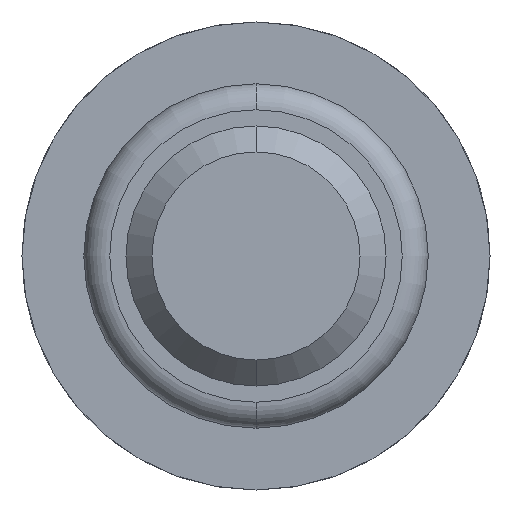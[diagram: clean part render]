
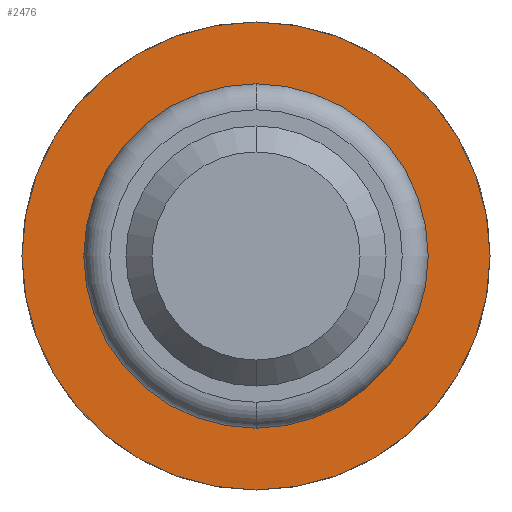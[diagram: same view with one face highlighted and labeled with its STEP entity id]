
A CAD part, front view. The second image highlights one B-rep face of the part: STEP entity #2476.
In plain terms, the highlighted planar face has unit normal (0, -1, 0).
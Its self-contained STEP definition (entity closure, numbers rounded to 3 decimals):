
#190 = DIRECTION ( 'NONE',  ( 0., 0., 1. ) ) ;
#358 = CARTESIAN_POINT ( 'NONE',  ( 0., -1.8, 1.325 ) ) ;
#382 = DIRECTION ( 'NONE',  ( 0., 1., 0. ) ) ;
#535 = AXIS2_PLACEMENT_3D ( 'NONE', #3080, #1667, #2358 ) ;
#653 = CARTESIAN_POINT ( 'NONE',  ( 0., -1.8, 1.8 ) ) ;
#762 = DIRECTION ( 'NONE',  ( 0., 0., 1. ) ) ;
#824 = ORIENTED_EDGE ( 'NONE', *, *, #1749, .F. ) ;
#1105 = CIRCLE ( 'NONE', #3763, 1.325 ) ;
#1259 = EDGE_LOOP ( 'NONE', ( #4157, #3399 ) ) ;
#1266 = FACE_OUTER_BOUND ( 'NONE', #2322, .T. ) ;
#1363 = FACE_BOUND ( 'NONE', #1259, .T. ) ;
#1457 = DIRECTION ( 'NONE',  ( 0., 1., 0. ) ) ;
#1650 = DIRECTION ( 'NONE',  ( 0., 1., 0. ) ) ;
#1667 = DIRECTION ( 'NONE',  ( 0., 1., 0. ) ) ;
#1710 = CARTESIAN_POINT ( 'NONE',  ( 0., -1.8, 0. ) ) ;
#1749 = EDGE_CURVE ( 'Defeature ausgef�hrt4_12+Defeature ausgef�hrt4_13+Defeature ausgef�hrt4_13+Defeature ausgef�hrt4_13', #4161, #3500, #4259, .T. ) ;
#1773 = DIRECTION ( 'NONE',  ( 0., 0., 1. ) ) ;
#1782 = VERTEX_POINT ( 'NONE', #358 ) ;
#1870 = AXIS2_PLACEMENT_3D ( 'NONE', #1710, #1650, #4117 ) ;
#2089 = EDGE_CURVE ( 'Defeature ausgef�hrt4_12+Defeature ausgef�hrt4_13+Defeature ausgef�hrt4_13+Defeature ausgef�hrt4_13', #3500, #4161, #4188, .T. ) ;
#2310 = CARTESIAN_POINT ( 'NONE',  ( 1.8, -1.8, 0. ) ) ;
#2322 = EDGE_LOOP ( 'NONE', ( #824, #4331 ) ) ;
#2358 = DIRECTION ( 'NONE',  ( 0., 0., 1. ) ) ;
#2368 = CARTESIAN_POINT ( 'NONE',  ( 0., -1.8, -1.325 ) ) ;
#2476 = ADVANCED_FACE ( 'Defeature ausgef�hrt4_13', ( #1266, #1363 ), #3699, .F. ) ;
#2572 = VERTEX_POINT ( 'NONE', #2368 ) ;
#2637 = EDGE_CURVE ( 'Defeature ausgef�hrt4_13+Defeature ausgef�hrt4_14+Defeature ausgef�hrt4_14+Defeature ausgef�hrt4_14', #2572, #1782, #3478, .T. ) ;
#2699 = EDGE_CURVE ( 'Defeature ausgef�hrt4_13+Defeature ausgef�hrt4_14+Defeature ausgef�hrt4_14+Defeature ausgef�hrt4_14', #1782, #2572, #1105, .T. ) ;
#3080 = CARTESIAN_POINT ( 'NONE',  ( 0., -1.8, 0. ) ) ;
#3298 = CARTESIAN_POINT ( 'NONE',  ( 0., -1.8, -1.8 ) ) ;
#3399 = ORIENTED_EDGE ( 'NONE', *, *, #2637, .T. ) ;
#3478 = CIRCLE ( 'NONE', #1870, 1.325 ) ;
#3500 = VERTEX_POINT ( 'NONE', #3298 ) ;
#3590 = CARTESIAN_POINT ( 'NONE',  ( 0., -1.8, 0. ) ) ;
#3632 = CARTESIAN_POINT ( 'NONE',  ( 0., -1.8, 0. ) ) ;
#3699 = PLANE ( 'NONE',  #4083 ) ;
#3763 = AXIS2_PLACEMENT_3D ( 'NONE', #3590, #382, #1773 ) ;
#3833 = AXIS2_PLACEMENT_3D ( 'NONE', #3632, #1457, #762 ) ;
#4044 = DIRECTION ( 'NONE',  ( 0., 1., 0. ) ) ;
#4083 = AXIS2_PLACEMENT_3D ( 'NONE', #2310, #4044, #190 ) ;
#4117 = DIRECTION ( 'NONE',  ( 0., 0., 1. ) ) ;
#4157 = ORIENTED_EDGE ( 'NONE', *, *, #2699, .T. ) ;
#4161 = VERTEX_POINT ( 'NONE', #653 ) ;
#4188 = CIRCLE ( 'NONE', #535, 1.8 ) ;
#4259 = CIRCLE ( 'NONE', #3833, 1.8 ) ;
#4331 = ORIENTED_EDGE ( 'NONE', *, *, #2089, .F. ) ;
